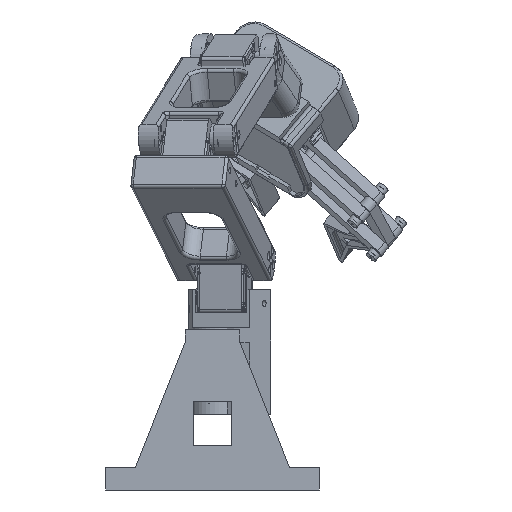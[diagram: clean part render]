
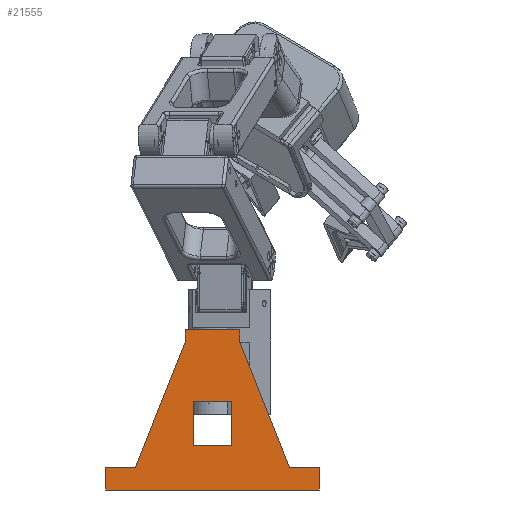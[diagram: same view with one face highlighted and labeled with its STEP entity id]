
A CAD part, left-side view. The second image highlights one B-rep face of the part: STEP entity #21555.
In plain terms, the highlighted face is planar.
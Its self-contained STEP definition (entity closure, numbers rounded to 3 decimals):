
#735=FACE_BOUND('',#3238,.T.);
#1200=PLANE('',#23532);
#1917=FACE_OUTER_BOUND('',#3237,.T.);
#3237=EDGE_LOOP('',(#15792,#15793,#15794,#15795,#15796,#15797,#15798,#15799,
#15800,#15801,#15802,#15803));
#3238=EDGE_LOOP('',(#15804,#15805,#15806,#15807));
#4724=LINE('',#33949,#6554);
#4733=LINE('',#33966,#6563);
#4752=LINE('',#34040,#6582);
#4773=LINE('',#34081,#6603);
#4794=LINE('',#34167,#6624);
#4802=LINE('',#34184,#6632);
#4807=LINE('',#34193,#6637);
#4808=LINE('',#34196,#6638);
#4813=LINE('',#34206,#6643);
#4817=LINE('',#34213,#6647);
#4831=LINE('',#34240,#6661);
#4832=LINE('',#34242,#6662);
#4840=LINE('',#34257,#6670);
#4841=LINE('',#34259,#6671);
#4842=LINE('',#34261,#6672);
#4843=LINE('',#34262,#6673);
#6554=VECTOR('',#26751,10.);
#6563=VECTOR('',#26762,10.);
#6582=VECTOR('',#26831,10.);
#6603=VECTOR('',#26868,10.);
#6624=VECTOR('',#26967,10.);
#6632=VECTOR('',#26981,10.);
#6637=VECTOR('',#26988,10.);
#6638=VECTOR('',#26991,10.);
#6643=VECTOR('',#26998,10.);
#6647=VECTOR('',#27004,10.);
#6661=VECTOR('',#27032,10.);
#6662=VECTOR('',#27035,10.);
#6670=VECTOR('',#27053,10.);
#6671=VECTOR('',#27056,10.);
#6672=VECTOR('',#27059,10.);
#6673=VECTOR('',#27060,10.);
#9603=VERTEX_POINT('',#33946);
#9604=VERTEX_POINT('',#33948);
#9610=VERTEX_POINT('',#33963);
#9611=VERTEX_POINT('',#33965);
#9641=VERTEX_POINT('',#34039);
#9653=VERTEX_POINT('',#34079);
#9678=VERTEX_POINT('',#34164);
#9679=VERTEX_POINT('',#34166);
#9684=VERTEX_POINT('',#34181);
#9685=VERTEX_POINT('',#34183);
#9688=VERTEX_POINT('',#34191);
#9689=VERTEX_POINT('',#34195);
#9693=VERTEX_POINT('',#34205);
#9695=VERTEX_POINT('',#34211);
#9701=VERTEX_POINT('',#34238);
#9703=VERTEX_POINT('',#34255);
#11842=EDGE_CURVE('',#9604,#9603,#4724,.T.);
#11851=EDGE_CURVE('',#9610,#9611,#4733,.T.);
#11887=EDGE_CURVE('',#9641,#9604,#4752,.T.);
#11909=EDGE_CURVE('',#9603,#9653,#4773,.T.);
#11948=EDGE_CURVE('',#9679,#9678,#4794,.T.);
#11956=EDGE_CURVE('',#9685,#9684,#4802,.T.);
#11961=EDGE_CURVE('',#9688,#9678,#4807,.T.);
#11962=EDGE_CURVE('',#9689,#9685,#4808,.T.);
#11967=EDGE_CURVE('',#9693,#9679,#4813,.T.);
#11971=EDGE_CURVE('',#9684,#9695,#4817,.T.);
#11985=EDGE_CURVE('',#9701,#9695,#4831,.T.);
#11986=EDGE_CURVE('',#9611,#9701,#4832,.T.);
#11994=EDGE_CURVE('',#9610,#9703,#4840,.T.);
#11995=EDGE_CURVE('',#9693,#9703,#4841,.T.);
#11996=EDGE_CURVE('',#9688,#9689,#4842,.T.);
#11997=EDGE_CURVE('',#9641,#9653,#4843,.T.);
#15792=ORIENTED_EDGE('',*,*,#11967,.T.);
#15793=ORIENTED_EDGE('',*,*,#11948,.T.);
#15794=ORIENTED_EDGE('',*,*,#11961,.F.);
#15795=ORIENTED_EDGE('',*,*,#11996,.T.);
#15796=ORIENTED_EDGE('',*,*,#11962,.T.);
#15797=ORIENTED_EDGE('',*,*,#11956,.T.);
#15798=ORIENTED_EDGE('',*,*,#11971,.T.);
#15799=ORIENTED_EDGE('',*,*,#11985,.F.);
#15800=ORIENTED_EDGE('',*,*,#11986,.F.);
#15801=ORIENTED_EDGE('',*,*,#11851,.F.);
#15802=ORIENTED_EDGE('',*,*,#11994,.T.);
#15803=ORIENTED_EDGE('',*,*,#11995,.F.);
#15804=ORIENTED_EDGE('',*,*,#11909,.T.);
#15805=ORIENTED_EDGE('',*,*,#11997,.F.);
#15806=ORIENTED_EDGE('',*,*,#11887,.T.);
#15807=ORIENTED_EDGE('',*,*,#11842,.T.);
#21555=ADVANCED_FACE('',(#1917,#735),#1200,.T.);
#23532=AXIS2_PLACEMENT_3D('',#34260,#27057,#27058);
#26751=DIRECTION('',(0.,0.,1.));
#26762=DIRECTION('',(-1.,0.,0.));
#26831=DIRECTION('',(1.,0.,0.));
#26868=DIRECTION('',(-1.,0.,0.));
#26967=DIRECTION('',(-0.368,0.,-0.93));
#26981=DIRECTION('',(-0.368,0.,0.93));
#26988=DIRECTION('',(0.,0.,1.));
#26991=DIRECTION('',(0.,0.,1.));
#26998=DIRECTION('',(-0.368,0.,-0.93));
#27004=DIRECTION('',(-0.368,0.,0.93));
#27032=DIRECTION('',(1.,0.,0.));
#27035=DIRECTION('',(0.,0.,-1.));
#27053=DIRECTION('',(0.,0.,-1.));
#27056=DIRECTION('',(1.,0.,0.));
#27057=DIRECTION('center_axis',(0.,1.,0.));
#27058=DIRECTION('ref_axis',(0.,0.,1.));
#27059=DIRECTION('',(-1.,0.,0.));
#27060=DIRECTION('',(0.,0.,1.));
#33946=CARTESIAN_POINT('',(-117.5,52.075,50.));
#33948=CARTESIAN_POINT('',(-117.5,52.075,20.));
#33949=CARTESIAN_POINT('',(-117.5,52.075,20.));
#33963=CARTESIAN_POINT('',(-58.36,52.075,80.));
#33965=CARTESIAN_POINT('',(-202.36,52.075,80.));
#33966=CARTESIAN_POINT('',(-58.36,52.075,80.));
#34039=CARTESIAN_POINT('',(-143.22,52.075,20.));
#34040=CARTESIAN_POINT('',(-143.22,52.075,20.));
#34079=CARTESIAN_POINT('',(-143.22,52.075,50.));
#34081=CARTESIAN_POINT('',(-117.5,52.075,50.));
#34164=CARTESIAN_POINT('',(-111.9,52.075,-19.714));
#34166=CARTESIAN_POINT('',(-98.156,52.075,15.));
#34167=CARTESIAN_POINT('',(-98.156,52.075,15.));
#34181=CARTESIAN_POINT('',(-162.564,52.075,15.));
#34183=CARTESIAN_POINT('',(-148.82,52.075,-19.714));
#34184=CARTESIAN_POINT('',(-148.82,52.075,-19.714));
#34191=CARTESIAN_POINT('',(-111.9,52.075,-28.));
#34193=CARTESIAN_POINT('',(-111.9,52.075,30.));
#34195=CARTESIAN_POINT('',(-148.82,52.075,-28.));
#34196=CARTESIAN_POINT('',(-148.82,52.075,-28.));
#34205=CARTESIAN_POINT('',(-78.36,52.075,65.));
#34206=CARTESIAN_POINT('',(-92.836,52.075,28.437));
#34211=CARTESIAN_POINT('',(-182.36,52.075,65.));
#34213=CARTESIAN_POINT('',(-157.987,52.075,3.437));
#34238=CARTESIAN_POINT('',(-202.36,52.075,65.));
#34240=CARTESIAN_POINT('',(-98.36,52.075,65.));
#34242=CARTESIAN_POINT('',(-202.36,52.075,80.));
#34255=CARTESIAN_POINT('',(-58.36,52.075,65.));
#34257=CARTESIAN_POINT('',(-58.36,52.075,80.));
#34259=CARTESIAN_POINT('',(-58.36,52.075,65.));
#34260=CARTESIAN_POINT('Origin',(-130.36,52.075,1.));
#34261=CARTESIAN_POINT('',(-111.9,52.075,-28.));
#34262=CARTESIAN_POINT('',(-143.22,52.075,30.));
